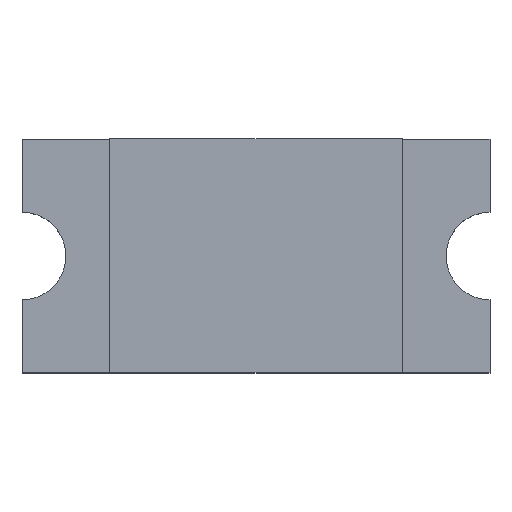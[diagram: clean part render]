
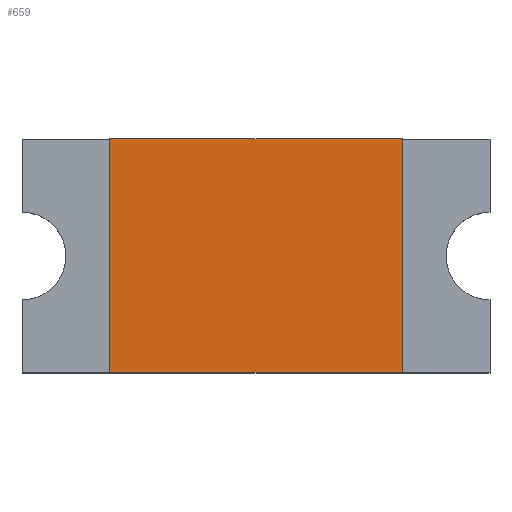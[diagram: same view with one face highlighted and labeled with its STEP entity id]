
A CAD part, top view. The second image highlights one B-rep face of the part: STEP entity #659.
In plain terms, the highlighted planar face has unit normal (0, 0, 1).
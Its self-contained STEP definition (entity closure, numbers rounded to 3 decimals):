
#534 = CARTESIAN_POINT ( 'NONE',  ( 1., 0.8, 0.8 ) ) ;
#535 = VERTEX_POINT ( 'NONE', #534 ) ;
#542 = CARTESIAN_POINT ( 'NONE',  ( 1., -0.8, 0.8 ) ) ;
#543 = VERTEX_POINT ( 'NONE', #542 ) ;
#544 = CARTESIAN_POINT ( 'NONE',  ( 1., -0.8, 0.8 ) ) ;
#545 = DIRECTION ( 'NONE',  ( 0., 1., 0. ) ) ;
#546 = VECTOR ( 'NONE', #545, 1000. ) ;
#547 = LINE ( 'NONE', #544, #546 ) ;
#548 = EDGE_CURVE ( 'NONE', #543, #535, #547, .T. ) ;
#572 = CARTESIAN_POINT ( 'NONE',  ( -1., 0.8, 0.8 ) ) ;
#573 = VERTEX_POINT ( 'NONE', #572 ) ;
#580 = CARTESIAN_POINT ( 'NONE',  ( -1., 0.8, 0.8 ) ) ;
#581 = DIRECTION ( 'NONE',  ( -1., 0., 0. ) ) ;
#582 = VECTOR ( 'NONE', #581, 1000. ) ;
#583 = LINE ( 'NONE', #580, #582 ) ;
#584 = EDGE_CURVE ( 'NONE', #535, #573, #583, .T. ) ;
#603 = CARTESIAN_POINT ( 'NONE',  ( -1., -0.8, 0.8 ) ) ;
#604 = VERTEX_POINT ( 'NONE', #603 ) ;
#611 = CARTESIAN_POINT ( 'NONE',  ( -1., -0.8, 0.8 ) ) ;
#612 = DIRECTION ( 'NONE',  ( 0., -1., 0. ) ) ;
#613 = VECTOR ( 'NONE', #612, 1000. ) ;
#614 = LINE ( 'NONE', #611, #613 ) ;
#615 = EDGE_CURVE ( 'NONE', #573, #604, #614, .T. ) ;
#633 = CARTESIAN_POINT ( 'NONE',  ( -1., -0.8, 0.8 ) ) ;
#634 = DIRECTION ( 'NONE',  ( 1., 0., 0. ) ) ;
#635 = VECTOR ( 'NONE', #634, 1000. ) ;
#636 = LINE ( 'NONE', #633, #635 ) ;
#637 = EDGE_CURVE ( 'NONE', #604, #543, #636, .T. ) ;
#648 = ORIENTED_EDGE ( 'NONE', *, *, #548, .T. ) ;
#649 = ORIENTED_EDGE ( 'NONE', *, *, #584, .T. ) ;
#650 = ORIENTED_EDGE ( 'NONE', *, *, #615, .T. ) ;
#651 = ORIENTED_EDGE ( 'NONE', *, *, #637, .T. ) ;
#652 = EDGE_LOOP ( 'NONE', ( #648, #649, #650, #651 ) ) ;
#653 = FACE_OUTER_BOUND ( 'NONE', #652, .T. ) ;
#654 = CARTESIAN_POINT ( 'NONE',  ( 0., 0., 0.8 ) ) ;
#655 = DIRECTION ( 'NONE',  ( 0., 0., -1. ) ) ;
#656 = DIRECTION ( 'NONE',  ( 0., 1., 0. ) ) ;
#657 = AXIS2_PLACEMENT_3D ( 'NONE', #654, #655, #656 ) ;
#658 = PLANE ( 'NONE', #657 ) ;
#659 = ADVANCED_FACE ( 'NONE', ( #653 ), #658, .F. ) ;
